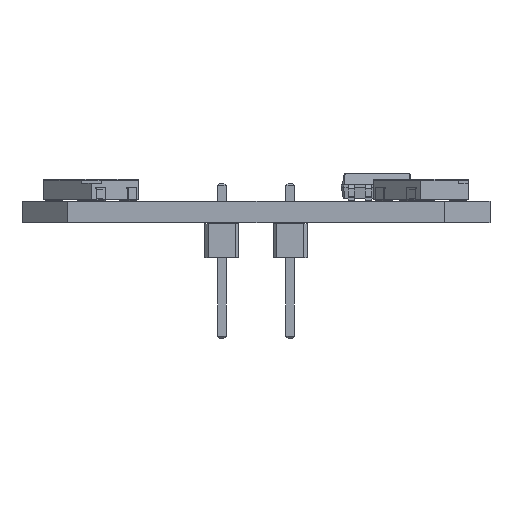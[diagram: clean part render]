
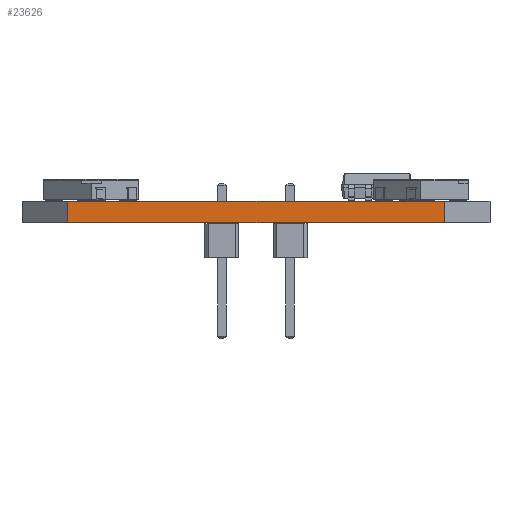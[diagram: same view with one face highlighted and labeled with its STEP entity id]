
A CAD part, left-side view. The second image highlights one B-rep face of the part: STEP entity #23626.
In plain terms, the highlighted planar face has unit normal (-1, 0, 0).
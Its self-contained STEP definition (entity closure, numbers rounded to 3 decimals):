
#23445 = PLANE('',#23446);
#23446 = AXIS2_PLACEMENT_3D('',#23447,#23448,#23449);
#23447 = CARTESIAN_POINT('',(3.4,-0.,0.));
#23448 = DIRECTION('',(0.707,-0.707,0.));
#23449 = DIRECTION('',(-0.707,-0.707,0.));
#23470 = VERTEX_POINT('',#23471);
#23471 = CARTESIAN_POINT('',(0.,-3.4,1.6));
#23485 = PLANE('',#23486);
#23486 = AXIS2_PLACEMENT_3D('',#23487,#23488,#23489);
#23487 = CARTESIAN_POINT('',(17.4,-17.4,1.6));
#23488 = DIRECTION('',(0.,0.,1.));
#23489 = DIRECTION('',(1.,0.,-0.));
#23497 = EDGE_CURVE('',#23498,#23470,#23500,.T.);
#23498 = VERTEX_POINT('',#23499);
#23499 = CARTESIAN_POINT('',(0.,-3.4,0.));
#23500 = SURFACE_CURVE('',#23501,(#23505,#23512),.PCURVE_S1.);
#23501 = LINE('',#23502,#23503);
#23502 = CARTESIAN_POINT('',(0.,-3.4,0.));
#23503 = VECTOR('',#23504,1.);
#23504 = DIRECTION('',(0.,0.,1.));
#23505 = PCURVE('',#23445,#23506);
#23506 = DEFINITIONAL_REPRESENTATION('',(#23507),#23511);
#23507 = LINE('',#23508,#23509);
#23508 = CARTESIAN_POINT('',(4.808,0.));
#23509 = VECTOR('',#23510,1.);
#23510 = DIRECTION('',(0.,-1.));
#23511 = ( GEOMETRIC_REPRESENTATION_CONTEXT(2) 
PARAMETRIC_REPRESENTATION_CONTEXT() REPRESENTATION_CONTEXT('2D SPACE',''
  ) );
#23512 = PCURVE('',#23513,#23518);
#23513 = PLANE('',#23514);
#23514 = AXIS2_PLACEMENT_3D('',#23515,#23516,#23517);
#23515 = CARTESIAN_POINT('',(0.,-3.4,0.));
#23516 = DIRECTION('',(1.,0.,-0.));
#23517 = DIRECTION('',(0.,-1.,0.));
#23518 = DEFINITIONAL_REPRESENTATION('',(#23519),#23523);
#23519 = LINE('',#23520,#23521);
#23520 = CARTESIAN_POINT('',(0.,0.));
#23521 = VECTOR('',#23522,1.);
#23522 = DIRECTION('',(0.,-1.));
#23523 = ( GEOMETRIC_REPRESENTATION_CONTEXT(2) 
PARAMETRIC_REPRESENTATION_CONTEXT() REPRESENTATION_CONTEXT('2D SPACE',''
  ) );
#23539 = PLANE('',#23540);
#23540 = AXIS2_PLACEMENT_3D('',#23541,#23542,#23543);
#23541 = CARTESIAN_POINT('',(17.4,-17.4,0.));
#23542 = DIRECTION('',(0.,0.,1.));
#23543 = DIRECTION('',(1.,0.,-0.));
#23626 = ADVANCED_FACE('',(#23627),#23513,.F.);
#23627 = FACE_BOUND('',#23628,.F.);
#23628 = EDGE_LOOP('',(#23629,#23630,#23653,#23681));
#23629 = ORIENTED_EDGE('',*,*,#23497,.T.);
#23630 = ORIENTED_EDGE('',*,*,#23631,.T.);
#23631 = EDGE_CURVE('',#23470,#23632,#23634,.T.);
#23632 = VERTEX_POINT('',#23633);
#23633 = CARTESIAN_POINT('',(0.,-31.4,1.6));
#23634 = SURFACE_CURVE('',#23635,(#23639,#23646),.PCURVE_S1.);
#23635 = LINE('',#23636,#23637);
#23636 = CARTESIAN_POINT('',(0.,-3.4,1.6));
#23637 = VECTOR('',#23638,1.);
#23638 = DIRECTION('',(0.,-1.,0.));
#23639 = PCURVE('',#23513,#23640);
#23640 = DEFINITIONAL_REPRESENTATION('',(#23641),#23645);
#23641 = LINE('',#23642,#23643);
#23642 = CARTESIAN_POINT('',(0.,-1.6));
#23643 = VECTOR('',#23644,1.);
#23644 = DIRECTION('',(1.,0.));
#23645 = ( GEOMETRIC_REPRESENTATION_CONTEXT(2) 
PARAMETRIC_REPRESENTATION_CONTEXT() REPRESENTATION_CONTEXT('2D SPACE',''
  ) );
#23646 = PCURVE('',#23485,#23647);
#23647 = DEFINITIONAL_REPRESENTATION('',(#23648),#23652);
#23648 = LINE('',#23649,#23650);
#23649 = CARTESIAN_POINT('',(-17.4,14.));
#23650 = VECTOR('',#23651,1.);
#23651 = DIRECTION('',(0.,-1.));
#23652 = ( GEOMETRIC_REPRESENTATION_CONTEXT(2) 
PARAMETRIC_REPRESENTATION_CONTEXT() REPRESENTATION_CONTEXT('2D SPACE',''
  ) );
#23653 = ORIENTED_EDGE('',*,*,#23654,.F.);
#23654 = EDGE_CURVE('',#23655,#23632,#23657,.T.);
#23655 = VERTEX_POINT('',#23656);
#23656 = CARTESIAN_POINT('',(0.,-31.4,0.));
#23657 = SURFACE_CURVE('',#23658,(#23662,#23669),.PCURVE_S1.);
#23658 = LINE('',#23659,#23660);
#23659 = CARTESIAN_POINT('',(0.,-31.4,0.));
#23660 = VECTOR('',#23661,1.);
#23661 = DIRECTION('',(0.,0.,1.));
#23662 = PCURVE('',#23513,#23663);
#23663 = DEFINITIONAL_REPRESENTATION('',(#23664),#23668);
#23664 = LINE('',#23665,#23666);
#23665 = CARTESIAN_POINT('',(28.,0.));
#23666 = VECTOR('',#23667,1.);
#23667 = DIRECTION('',(0.,-1.));
#23668 = ( GEOMETRIC_REPRESENTATION_CONTEXT(2) 
PARAMETRIC_REPRESENTATION_CONTEXT() REPRESENTATION_CONTEXT('2D SPACE',''
  ) );
#23669 = PCURVE('',#23670,#23675);
#23670 = PLANE('',#23671);
#23671 = AXIS2_PLACEMENT_3D('',#23672,#23673,#23674);
#23672 = CARTESIAN_POINT('',(0.,-31.4,0.));
#23673 = DIRECTION('',(0.707,0.707,-0.));
#23674 = DIRECTION('',(0.707,-0.707,0.));
#23675 = DEFINITIONAL_REPRESENTATION('',(#23676),#23680);
#23676 = LINE('',#23677,#23678);
#23677 = CARTESIAN_POINT('',(0.,0.));
#23678 = VECTOR('',#23679,1.);
#23679 = DIRECTION('',(0.,-1.));
#23680 = ( GEOMETRIC_REPRESENTATION_CONTEXT(2) 
PARAMETRIC_REPRESENTATION_CONTEXT() REPRESENTATION_CONTEXT('2D SPACE',''
  ) );
#23681 = ORIENTED_EDGE('',*,*,#23682,.F.);
#23682 = EDGE_CURVE('',#23498,#23655,#23683,.T.);
#23683 = SURFACE_CURVE('',#23684,(#23688,#23695),.PCURVE_S1.);
#23684 = LINE('',#23685,#23686);
#23685 = CARTESIAN_POINT('',(0.,-3.4,0.));
#23686 = VECTOR('',#23687,1.);
#23687 = DIRECTION('',(0.,-1.,0.));
#23688 = PCURVE('',#23513,#23689);
#23689 = DEFINITIONAL_REPRESENTATION('',(#23690),#23694);
#23690 = LINE('',#23691,#23692);
#23691 = CARTESIAN_POINT('',(0.,0.));
#23692 = VECTOR('',#23693,1.);
#23693 = DIRECTION('',(1.,0.));
#23694 = ( GEOMETRIC_REPRESENTATION_CONTEXT(2) 
PARAMETRIC_REPRESENTATION_CONTEXT() REPRESENTATION_CONTEXT('2D SPACE',''
  ) );
#23695 = PCURVE('',#23539,#23696);
#23696 = DEFINITIONAL_REPRESENTATION('',(#23697),#23701);
#23697 = LINE('',#23698,#23699);
#23698 = CARTESIAN_POINT('',(-17.4,14.));
#23699 = VECTOR('',#23700,1.);
#23700 = DIRECTION('',(0.,-1.));
#23701 = ( GEOMETRIC_REPRESENTATION_CONTEXT(2) 
PARAMETRIC_REPRESENTATION_CONTEXT() REPRESENTATION_CONTEXT('2D SPACE',''
  ) );
